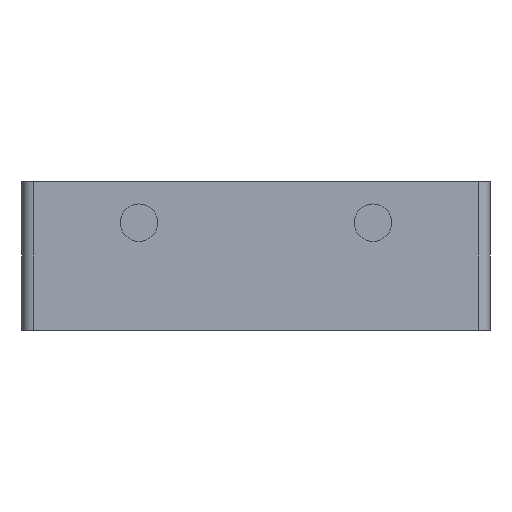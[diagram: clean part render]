
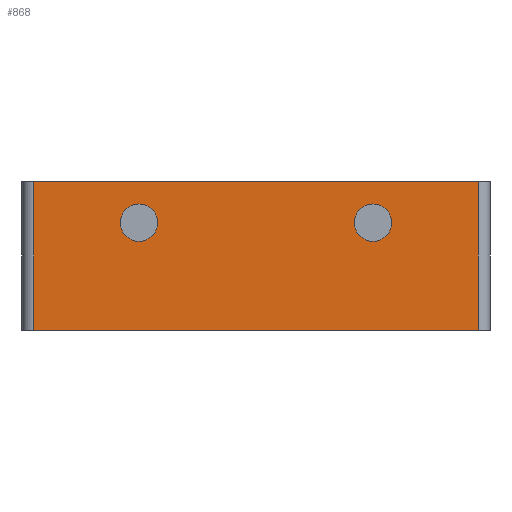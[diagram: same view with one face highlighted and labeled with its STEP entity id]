
A CAD part, front view. The second image highlights one B-rep face of the part: STEP entity #868.
In plain terms, the highlighted planar face has unit normal (0, -1, 0).
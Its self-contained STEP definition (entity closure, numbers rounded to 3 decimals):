
#15=FACE_BOUND('',#113,.T.);
#16=FACE_BOUND('',#114,.T.);
#39=PLANE('',#948);
#68=FACE_OUTER_BOUND('',#112,.T.);
#112=EDGE_LOOP('',(#623,#624,#625,#626));
#113=EDGE_LOOP('',(#627));
#114=EDGE_LOOP('',(#628));
#180=LINE('',#1348,#254);
#181=LINE('',#1351,#255);
#182=LINE('',#1353,#256);
#183=LINE('',#1354,#257);
#254=VECTOR('',#1090,10.);
#255=VECTOR('',#1093,10.);
#256=VECTOR('',#1094,10.);
#257=VECTOR('',#1095,10.);
#325=CIRCLE('',#928,1.6);
#327=CIRCLE('',#931,1.6);
#377=VERTEX_POINT('',#1305);
#379=VERTEX_POINT('',#1311);
#389=VERTEX_POINT('',#1341);
#392=VERTEX_POINT('',#1346);
#393=VERTEX_POINT('',#1350);
#394=VERTEX_POINT('',#1352);
#465=EDGE_CURVE('',#377,#377,#325,.T.);
#468=EDGE_CURVE('',#379,#379,#327,.T.);
#486=EDGE_CURVE('',#392,#389,#180,.T.);
#487=EDGE_CURVE('',#392,#393,#181,.T.);
#488=EDGE_CURVE('',#394,#393,#182,.T.);
#489=EDGE_CURVE('',#389,#394,#183,.T.);
#623=ORIENTED_EDGE('',*,*,#486,.F.);
#624=ORIENTED_EDGE('',*,*,#487,.T.);
#625=ORIENTED_EDGE('',*,*,#488,.F.);
#626=ORIENTED_EDGE('',*,*,#489,.F.);
#627=ORIENTED_EDGE('',*,*,#465,.T.);
#628=ORIENTED_EDGE('',*,*,#468,.T.);
#868=ADVANCED_FACE('',(#68,#15,#16),#39,.T.);
#928=AXIS2_PLACEMENT_3D('',#1306,#1043,#1044);
#931=AXIS2_PLACEMENT_3D('',#1312,#1050,#1051);
#948=AXIS2_PLACEMENT_3D('',#1349,#1091,#1092);
#1043=DIRECTION('center_axis',(0.,1.,0.));
#1044=DIRECTION('ref_axis',(0.,0.,-1.));
#1050=DIRECTION('center_axis',(0.,1.,0.));
#1051=DIRECTION('ref_axis',(0.,0.,-1.));
#1090=DIRECTION('',(0.,0.,-1.));
#1091=DIRECTION('center_axis',(0.,-1.,0.));
#1092=DIRECTION('ref_axis',(-1.,0.,0.));
#1093=DIRECTION('',(-1.,0.,0.));
#1094=DIRECTION('',(0.,0.,1.));
#1095=DIRECTION('',(-1.,0.,0.));
#1305=CARTESIAN_POINT('',(10.,0.,-1.9));
#1306=CARTESIAN_POINT('Origin',(10.,0.,-3.5));
#1311=CARTESIAN_POINT('',(-10.,0.,-1.9));
#1312=CARTESIAN_POINT('Origin',(-10.,0.,-3.5));
#1341=CARTESIAN_POINT('',(19.,0.,-12.7));
#1346=CARTESIAN_POINT('',(19.,0.,0.));
#1348=CARTESIAN_POINT('',(19.,0.,0.));
#1349=CARTESIAN_POINT('Origin',(20.,0.,0.));
#1350=CARTESIAN_POINT('',(-19.,0.,0.));
#1351=CARTESIAN_POINT('',(20.,0.,0.));
#1352=CARTESIAN_POINT('',(-19.,0.,-12.7));
#1353=CARTESIAN_POINT('',(-19.,0.,0.));
#1354=CARTESIAN_POINT('',(20.,0.,-12.7));
